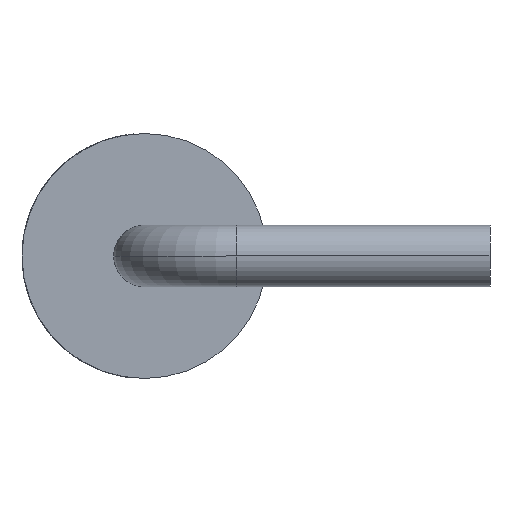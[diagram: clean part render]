
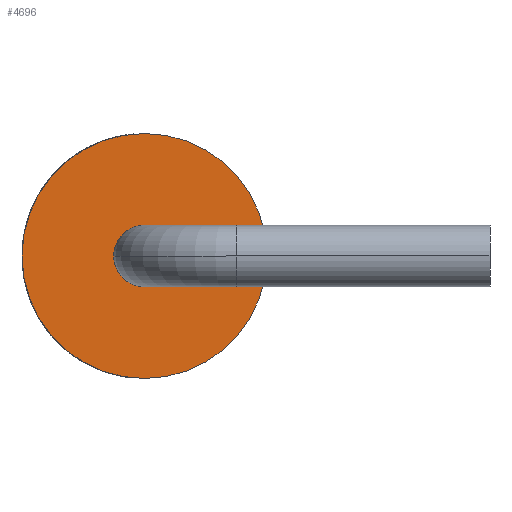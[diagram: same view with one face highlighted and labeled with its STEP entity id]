
A CAD part, left-side view. The second image highlights one B-rep face of the part: STEP entity #4696.
In plain terms, the highlighted planar face has unit normal (-1, 0, 0).
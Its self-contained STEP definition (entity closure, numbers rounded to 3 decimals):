
#70 = AXIS2_PLACEMENT_3D ( 'NONE', #4284, #1563, #376 ) ;
#112 = EDGE_CURVE ( 'NONE', #4709, #982, #1121, .T. ) ;
#254 = ORIENTED_EDGE ( 'NONE', *, *, #112, .F. ) ;
#340 = CARTESIAN_POINT ( 'NONE',  ( 3.445, 5.16, 0. ) ) ;
#352 = AXIS2_PLACEMENT_3D ( 'NONE', #3832, #3050, #692 ) ;
#373 = CARTESIAN_POINT ( 'NONE',  ( 3.445, 4.525, 2.525 ) ) ;
#376 = DIRECTION ( 'NONE',  ( 0., 0., -1. ) ) ;
#611 = DIRECTION ( 'NONE',  ( -1., 0., 0. ) ) ;
#666 = VERTEX_POINT ( 'NONE', #1946 ) ;
#692 = DIRECTION ( 'NONE',  ( 0., 0., -1. ) ) ;
#902 = ORIENTED_EDGE ( 'NONE', *, *, #2709, .F. ) ;
#982 = VERTEX_POINT ( 'NONE', #373 ) ;
#1121 = CIRCLE ( 'NONE', #352, 2.525 ) ;
#1506 = DIRECTION ( 'NONE',  ( 0., 0., -1. ) ) ;
#1554 = CARTESIAN_POINT ( 'NONE',  ( 3.445, 4.525, 0. ) ) ;
#1563 = DIRECTION ( 'NONE',  ( 1., 0., 0. ) ) ;
#1638 = ORIENTED_EDGE ( 'NONE', *, *, #4073, .F. ) ;
#1729 = CARTESIAN_POINT ( 'NONE',  ( 3.445, 4.525, 0. ) ) ;
#1946 = CARTESIAN_POINT ( 'NONE',  ( 3.445, 3.89, 0. ) ) ;
#2328 = CARTESIAN_POINT ( 'NONE',  ( 3.445, 4.525, -2.525 ) ) ;
#2641 = CARTESIAN_POINT ( 'NONE',  ( 3.445, 4.525, 0. ) ) ;
#2659 = CIRCLE ( 'NONE', #2975, 2.525 ) ;
#2700 = DIRECTION ( 'NONE',  ( 0., 0., -1. ) ) ;
#2708 = PLANE ( 'NONE',  #70 ) ;
#2709 = EDGE_CURVE ( 'NONE', #982, #4709, #2659, .T. ) ;
#2722 = VERTEX_POINT ( 'NONE', #340 ) ;
#2800 = EDGE_LOOP ( 'NONE', ( #3177, #1638 ) ) ;
#2825 = CIRCLE ( 'NONE', #3732, 0.635 ) ;
#2975 = AXIS2_PLACEMENT_3D ( 'NONE', #1554, #3099, #2700 ) ;
#3031 = FACE_BOUND ( 'NONE', #2800, .T. ) ;
#3050 = DIRECTION ( 'NONE',  ( 1., 0., 0. ) ) ;
#3099 = DIRECTION ( 'NONE',  ( 1., 0., 0. ) ) ;
#3154 = AXIS2_PLACEMENT_3D ( 'NONE', #1729, #611, #3758 ) ;
#3177 = ORIENTED_EDGE ( 'NONE', *, *, #3660, .F. ) ;
#3646 = CIRCLE ( 'NONE', #3154, 0.635 ) ;
#3660 = EDGE_CURVE ( 'NONE', #666, #2722, #3646, .T. ) ;
#3732 = AXIS2_PLACEMENT_3D ( 'NONE', #2641, #4224, #1506 ) ;
#3758 = DIRECTION ( 'NONE',  ( 0., 0., -1. ) ) ;
#3832 = CARTESIAN_POINT ( 'NONE',  ( 3.445, 4.525, 0. ) ) ;
#4073 = EDGE_CURVE ( 'NONE', #2722, #666, #2825, .T. ) ;
#4224 = DIRECTION ( 'NONE',  ( -1., 0., 0. ) ) ;
#4284 = CARTESIAN_POINT ( 'NONE',  ( 3.445, 4.525, 0. ) ) ;
#4340 = EDGE_LOOP ( 'NONE', ( #902, #254 ) ) ;
#4696 = ADVANCED_FACE ( 'NONE', ( #3031, #5037 ), #2708, .F. ) ;
#4709 = VERTEX_POINT ( 'NONE', #2328 ) ;
#5037 = FACE_OUTER_BOUND ( 'NONE', #4340, .T. ) ;
